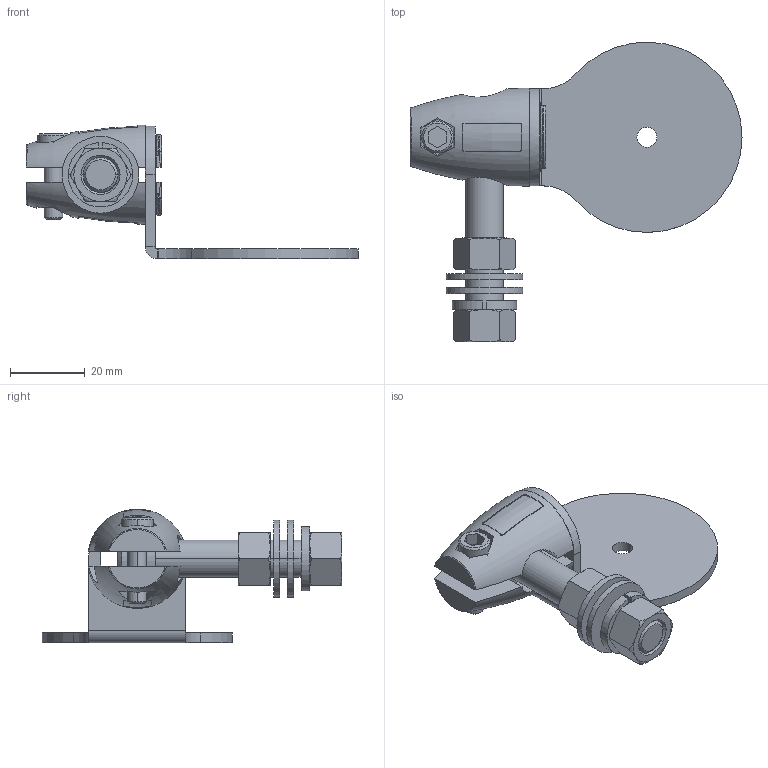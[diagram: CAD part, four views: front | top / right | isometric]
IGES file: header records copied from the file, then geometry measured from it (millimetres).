
Start section:  PTC IGES file: 155372.igs
Global section: file name: 155372.igs; native system: Pro/ENGINEER by Parametric Technology Corporation; preprocessor: 2009141; author: banengservice; organization: Unknown; date: 20110505.113112; units: inch
Bounding box: 88.97 x 80.33 x 35.75 mm (x, y, z)
Volume: 24586.9 mm3; surface area: 15147.8 mm2
Topology: 3 solids, 3 shells, 236 faces, 593 edges, 372 vertices
Faces by surface type: bspline 126, revolution 110
